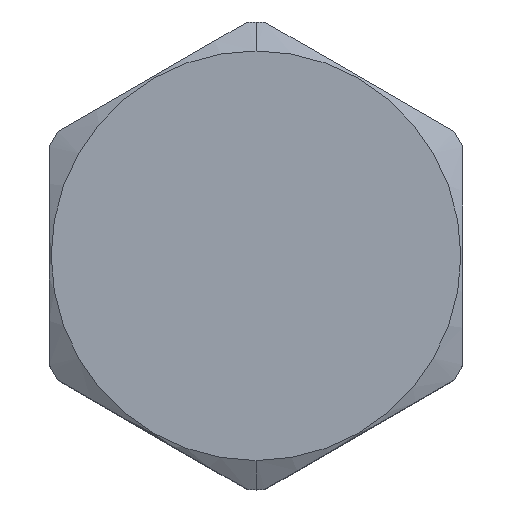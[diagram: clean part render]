
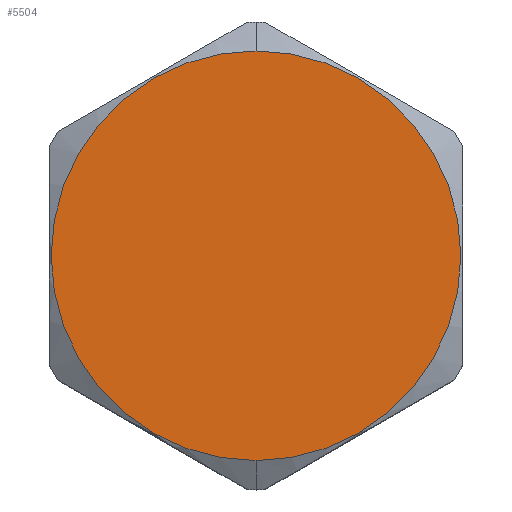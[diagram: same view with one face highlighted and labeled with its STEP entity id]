
A CAD part, top view. The second image highlights one B-rep face of the part: STEP entity #5504.
In plain terms, the highlighted planar face has unit normal (0, 0, 1).
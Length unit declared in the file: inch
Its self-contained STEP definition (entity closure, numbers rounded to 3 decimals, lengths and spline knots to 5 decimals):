
#1139=CARTESIAN_POINT('',(0.,0.,2.031));
#1140=DIRECTION('',(0.,0.,1.));
#1141=DIRECTION('',(0.,-1.,0.));
#1142=AXIS2_PLACEMENT_3D('',#1139,#1140,#1141);
#1144=CARTESIAN_POINT('',(0.,0.,2.031));
#1145=DIRECTION('',(0.,0.,1.));
#1146=DIRECTION('',(0.,1.,0.));
#1147=AXIS2_PLACEMENT_3D('',#1144,#1145,#1146);
#3410=CARTESIAN_POINT('',(0.,-0.3715,2.031));
#3411=CARTESIAN_POINT('',(0.,0.3715,2.031));
#3412=VERTEX_POINT('',#3410);
#3413=VERTEX_POINT('',#3411);
#5495=CARTESIAN_POINT('',(0.,0.,2.031));
#5496=DIRECTION('',(0.,0.,1.));
#5497=DIRECTION('',(0.,1.,0.));
#5498=AXIS2_PLACEMENT_3D('',#5495,#5496,#5497);
#5499=PLANE('',#5498);
#5500=ORIENTED_EDGE('',*,*,#5251,.F.);
#5501=ORIENTED_EDGE('',*,*,#5479,.F.);
#5502=EDGE_LOOP('',(#5500,#5501));
#5503=FACE_OUTER_BOUND('',#5502,.F.);
#1143=CIRCLE('',#1142,0.3715);
#1148=CIRCLE('',#1147,0.3715);
#5251=EDGE_CURVE('',#3412,#3413,#1143,.T.);
#5479=EDGE_CURVE('',#3413,#3412,#1148,.T.);
#5504=ADVANCED_FACE('',(#5503),#5499,.T.);
